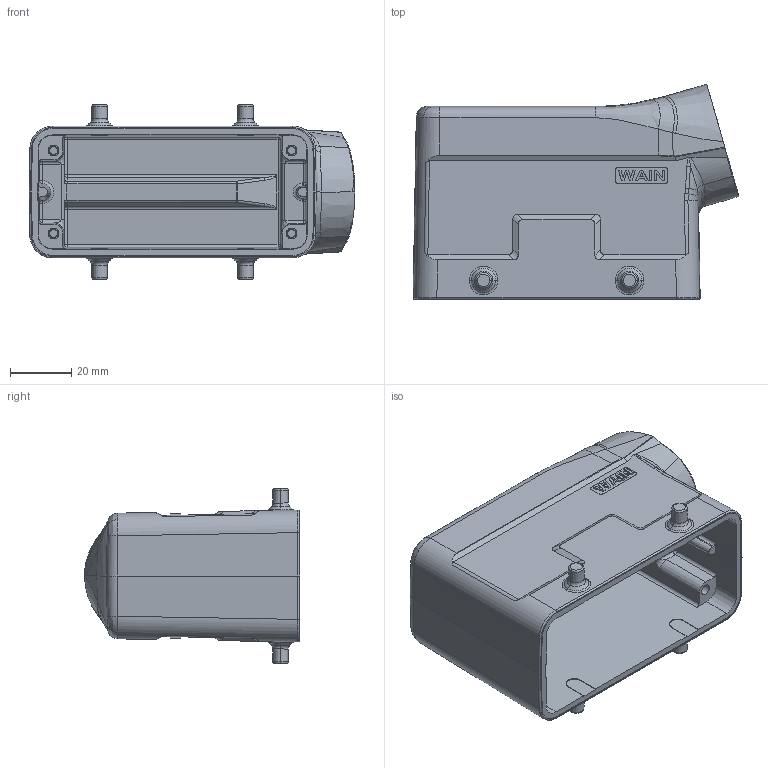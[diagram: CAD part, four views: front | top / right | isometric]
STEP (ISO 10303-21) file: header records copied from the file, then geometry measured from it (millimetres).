
FILE_DESCRIPTION((''),'2;1');
FILE_NAME('W16B-SE','2017-09-20T',('wl.kang'),(''),'PRO/ENGINEER BY PARAMETRIC TECHNOLOGY CORPORATION, 2012480','PRO/ENGINEER BY PARAMETRIC TECHNOLOGY CORPORATION, 2012480','');
FILE_SCHEMA(('AUTOMOTIVE_DESIGN { 1 0 10303 214 1 1 1 1 }'));
Length unit declared in the file: millimetre
Products named in the file (1): W16B-SE
Bounding box: 106.1 x 70.09 x 57 mm (x, y, z)
Volume: 63753.1 mm3; surface area: 39987.1 mm2
Topology: 1 solids, 1 shells, 446 faces, 1095 edges, 677 vertices
Faces by surface type: plane 197, cylinder 107, bspline 82, cone 28, sphere 18, torus 10, extrusion 4
Entity records: 19040 total; most frequent: CARTESIAN_POINT 8853, ORIENTED_EDGE 2190, DIRECTION 1806, EDGE_CURVE 1095, VERTEX_POINT 677, VECTOR 634, LINE 630, AXIS2_PLACEMENT_3D 586
